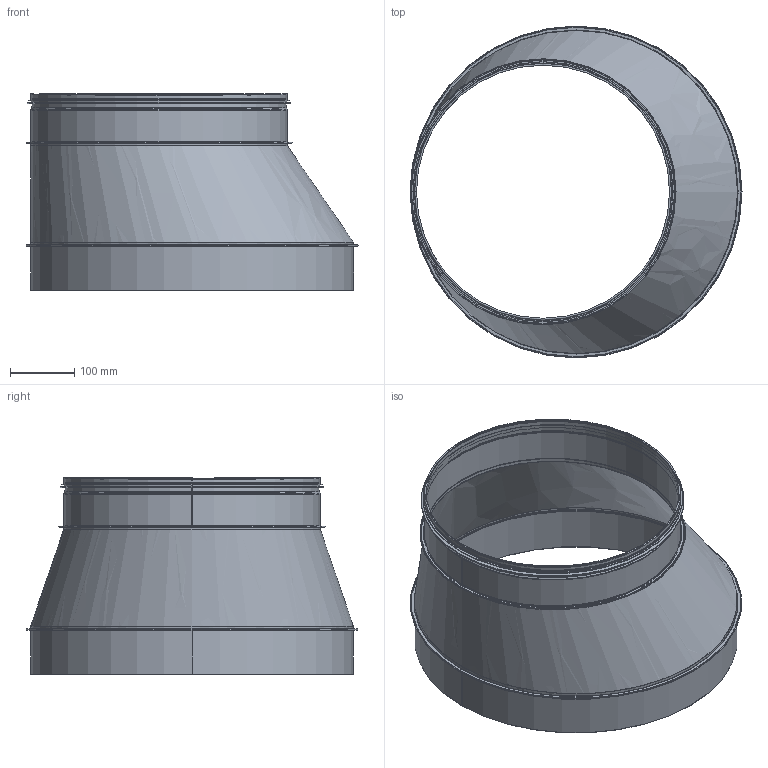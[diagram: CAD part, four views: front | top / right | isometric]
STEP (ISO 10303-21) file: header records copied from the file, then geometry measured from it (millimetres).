
FILE_DESCRIPTION((''),'2;1');
FILE_NAME('HFBM_500-400.stp','2014-02-19T13:15:19',(''),(''),'Autodesk Inventor 2013','Autodesk Inventor 2013','');
FILE_SCHEMA(('AUTOMOTIVE_DESIGN { 1 2 10303 214 0 1 1 1 }'));
Length unit declared in the file: millimetre
Products named in the file (6): HFBM_500-400; KonFalsadHFBM_500-400; StosMedFals-400; StosMedFalsRörämne-400; 999009; MuffMedFals-500
Assembly tree (5 placements, depth 3):
  HFBM_500-400
    KonFalsadHFBM_500-400
    StosMedFals-400
      StosMedFalsRörämne-400
      999009
    MuffMedFals-500
Bounding box: 515.77 x 515.52 x 305.49 mm (x, y, z)
Volume: 282479.6 mm3; surface area: 1088930.5 mm2
Topology: 4 solids, 4 shells, 110 faces, 215 edges, 115 vertices
Faces by surface type: plane 56, cylinder 22, torus 22, cone 6, bspline 4
Full cylindrical faces by diameter (mm): 393 x1, 394 x1, 395.2 x1, 397.8 x6, 398.8 x3, 401.8 x1, 404.2 x1, 408.8 x1, 409.2 x1, 500.55 x2, 501.55 x2, 503.55 x1, 511.55 x1
Entity records: 3404 total; most frequent: CARTESIAN_POINT 908, DIRECTION 525, ORIENTED_EDGE 388, AXIS2_PLACEMENT_3D 222, EDGE_CURVE 194, EDGE_LOOP 140, VERTEX_POINT 115, STYLED_ITEM 114
